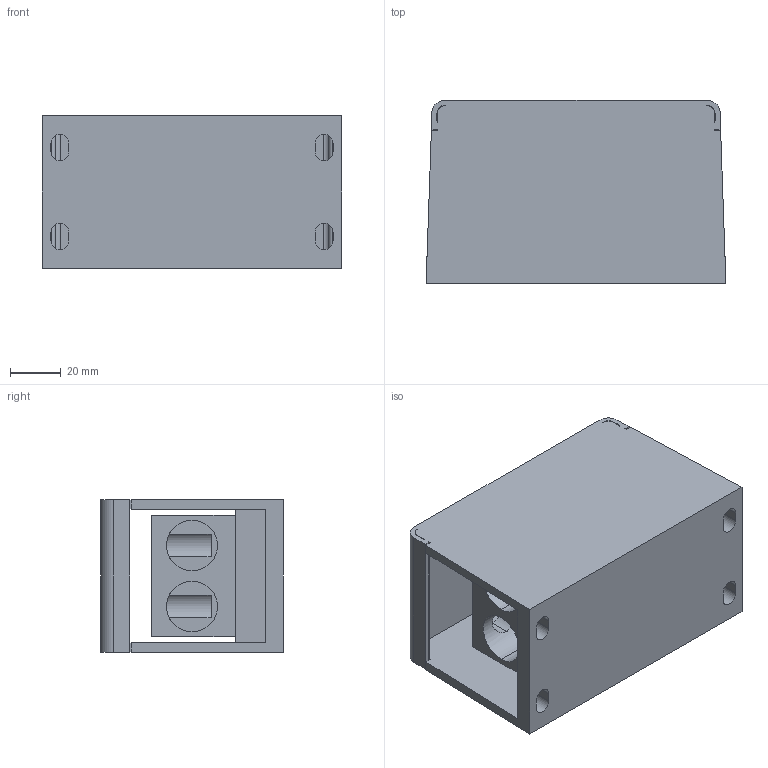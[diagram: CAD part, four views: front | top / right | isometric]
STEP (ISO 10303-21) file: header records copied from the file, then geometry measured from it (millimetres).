
FILE_DESCRIPTION((''),'2;1');
FILE_NAME('PRT0002','2024-01-12T',('dell'),(''),'PRO/ENGINEER BY PARAMETRIC TECHNOLOGY CORPORATION, 2013230','PRO/ENGINEER BY PARAMETRIC TECHNOLOGY CORPORATION, 2013230','');
FILE_SCHEMA(('AUTOMOTIVE_DESIGN { 1 0 10303 214 1 1 1 1 }'));
Length unit declared in the file: millimetre
Products named in the file (1): PRT0002
Bounding box: 118 x 72 x 60 mm (x, y, z)
Volume: 253100.3 mm3; surface area: 74740.5 mm2
Topology: 1 solids, 1 shells, 118 faces, 346 edges, 230 vertices
Faces by surface type: plane 67, cylinder 37, cone 6, bspline 5, torus 2, extrusion 1
Entity records: 4719 total; most frequent: CARTESIAN_POINT 1465, ORIENTED_EDGE 692, DIRECTION 630, EDGE_CURVE 346, VERTEX_POINT 230, VECTOR 216, LINE 215, AXIS2_PLACEMENT_3D 207
